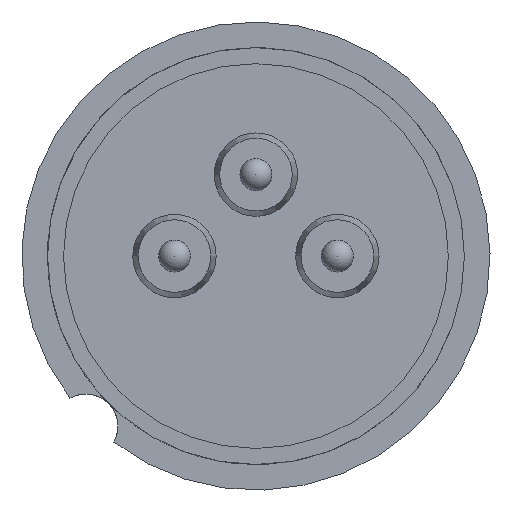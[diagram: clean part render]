
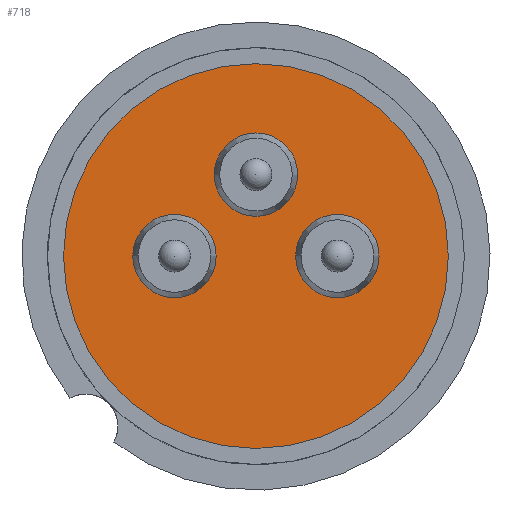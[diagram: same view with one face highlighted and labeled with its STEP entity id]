
A CAD part, front view. The second image highlights one B-rep face of the part: STEP entity #718.
In plain terms, the highlighted planar face has unit normal (0, -1, 0).
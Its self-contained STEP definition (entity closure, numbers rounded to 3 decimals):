
#197 = EDGE_CURVE('',#198,#198,#200,.T.);
#198 = VERTEX_POINT('',#199);
#199 = CARTESIAN_POINT('',(0.62,0.,0.));
#200 = SURFACE_CURVE('',#201,(#206,#218),.PCURVE_S1.);
#201 = CIRCLE('',#202,0.65);
#202 = AXIS2_PLACEMENT_3D('',#203,#204,#205);
#203 = CARTESIAN_POINT('',(1.27,0.,0.));
#204 = DIRECTION('',(-0.,1.,0.));
#205 = DIRECTION('',(1.,0.,0.));
#206 = PCURVE('',#207,#212);
#207 = CYLINDRICAL_SURFACE('',#208,0.65);
#208 = AXIS2_PLACEMENT_3D('',#209,#210,#211);
#209 = CARTESIAN_POINT('',(1.27,7.3,0.));
#210 = DIRECTION('',(0.,-1.,0.));
#211 = DIRECTION('',(1.,0.,0.));
#212 = DEFINITIONAL_REPRESENTATION('',(#213),#217);
#213 = LINE('',#214,#215);
#214 = CARTESIAN_POINT('',(12.566,7.3));
#215 = VECTOR('',#216,1.);
#216 = DIRECTION('',(-1.,0.));
#217 = ( GEOMETRIC_REPRESENTATION_CONTEXT(2) 
PARAMETRIC_REPRESENTATION_CONTEXT() REPRESENTATION_CONTEXT('2D SPACE',''
  ) );
#218 = PCURVE('',#219,#224);
#219 = PLANE('',#220);
#220 = AXIS2_PLACEMENT_3D('',#221,#222,#223);
#221 = CARTESIAN_POINT('',(1.5,0.,0.));
#222 = DIRECTION('',(0.,-1.,0.));
#223 = DIRECTION('',(0.,0.,-1.));
#224 = DEFINITIONAL_REPRESENTATION('',(#225),#233);
#225 = ( BOUNDED_CURVE() B_SPLINE_CURVE(2,(#226,#227,#228,#229,#230,#231
,#232),.UNSPECIFIED.,.T.,.F.) B_SPLINE_CURVE_WITH_KNOTS((1,2,2,2,2,1),(
    -2.094,0.,2.094,4.189,6.283,
8.378),.UNSPECIFIED.) CURVE() GEOMETRIC_REPRESENTATION_ITEM() 
RATIONAL_B_SPLINE_CURVE((1.,0.5,1.,0.5,1.,0.5,1.)) REPRESENTATION_ITEM(
  '') );
#226 = CARTESIAN_POINT('',(0.,0.42));
#227 = CARTESIAN_POINT('',(1.126,0.42));
#228 = CARTESIAN_POINT('',(0.563,-0.555));
#229 = CARTESIAN_POINT('',(0.,-1.53));
#230 = CARTESIAN_POINT('',(-0.563,-0.555));
#231 = CARTESIAN_POINT('',(-1.126,0.42));
#232 = CARTESIAN_POINT('',(0.,0.42));
#233 = ( GEOMETRIC_REPRESENTATION_CONTEXT(2) 
PARAMETRIC_REPRESENTATION_CONTEXT() REPRESENTATION_CONTEXT('2D SPACE',''
  ) );
#287 = EDGE_CURVE('',#288,#288,#290,.T.);
#288 = VERTEX_POINT('',#289);
#289 = CARTESIAN_POINT('',(0.,0.,0.62));
#290 = SURFACE_CURVE('',#291,(#296,#308),.PCURVE_S1.);
#291 = CIRCLE('',#292,0.65);
#292 = AXIS2_PLACEMENT_3D('',#293,#294,#295);
#293 = CARTESIAN_POINT('',(0.,0.,1.27));
#294 = DIRECTION('',(0.,1.,0.));
#295 = DIRECTION('',(0.,-0.,1.));
#296 = PCURVE('',#297,#302);
#297 = CYLINDRICAL_SURFACE('',#298,0.65);
#298 = AXIS2_PLACEMENT_3D('',#299,#300,#301);
#299 = CARTESIAN_POINT('',(0.,7.3,1.27));
#300 = DIRECTION('',(0.,-1.,0.));
#301 = DIRECTION('',(0.,0.,1.));
#302 = DEFINITIONAL_REPRESENTATION('',(#303),#307);
#303 = LINE('',#304,#305);
#304 = CARTESIAN_POINT('',(12.566,7.3));
#305 = VECTOR('',#306,1.);
#306 = DIRECTION('',(-1.,0.));
#307 = ( GEOMETRIC_REPRESENTATION_CONTEXT(2) 
PARAMETRIC_REPRESENTATION_CONTEXT() REPRESENTATION_CONTEXT('2D SPACE',''
  ) );
#308 = PCURVE('',#219,#309);
#309 = DEFINITIONAL_REPRESENTATION('',(#310),#318);
#310 = ( BOUNDED_CURVE() B_SPLINE_CURVE(2,(#311,#312,#313,#314,#315,#316
,#317),.UNSPECIFIED.,.T.,.F.) B_SPLINE_CURVE_WITH_KNOTS((1,2,2,2,2,1),(
    -2.094,0.,2.094,4.189,6.283,
8.378),.UNSPECIFIED.) CURVE() GEOMETRIC_REPRESENTATION_ITEM() 
RATIONAL_B_SPLINE_CURVE((1.,0.5,1.,0.5,1.,0.5,1.)) REPRESENTATION_ITEM(
  '') );
#311 = CARTESIAN_POINT('',(-1.92,-1.5));
#312 = CARTESIAN_POINT('',(-1.92,-0.374));
#313 = CARTESIAN_POINT('',(-0.945,-0.937));
#314 = CARTESIAN_POINT('',(0.03,-1.5));
#315 = CARTESIAN_POINT('',(-0.945,-2.063));
#316 = CARTESIAN_POINT('',(-1.92,-2.626));
#317 = CARTESIAN_POINT('',(-1.92,-1.5));
#318 = ( GEOMETRIC_REPRESENTATION_CONTEXT(2) 
PARAMETRIC_REPRESENTATION_CONTEXT() REPRESENTATION_CONTEXT('2D SPACE',''
  ) );
#372 = EDGE_CURVE('',#373,#373,#375,.T.);
#373 = VERTEX_POINT('',#374);
#374 = CARTESIAN_POINT('',(-0.62,0.,0.));
#375 = SURFACE_CURVE('',#376,(#381,#393),.PCURVE_S1.);
#376 = CIRCLE('',#377,0.65);
#377 = AXIS2_PLACEMENT_3D('',#378,#379,#380);
#378 = CARTESIAN_POINT('',(-1.27,0.,0.));
#379 = DIRECTION('',(0.,1.,0.));
#380 = DIRECTION('',(-1.,0.,0.));
#381 = PCURVE('',#382,#387);
#382 = CYLINDRICAL_SURFACE('',#383,0.65);
#383 = AXIS2_PLACEMENT_3D('',#384,#385,#386);
#384 = CARTESIAN_POINT('',(-1.27,7.3,0.));
#385 = DIRECTION('',(0.,-1.,0.));
#386 = DIRECTION('',(-1.,0.,0.));
#387 = DEFINITIONAL_REPRESENTATION('',(#388),#392);
#388 = LINE('',#389,#390);
#389 = CARTESIAN_POINT('',(12.566,7.3));
#390 = VECTOR('',#391,1.);
#391 = DIRECTION('',(-1.,0.));
#392 = ( GEOMETRIC_REPRESENTATION_CONTEXT(2) 
PARAMETRIC_REPRESENTATION_CONTEXT() REPRESENTATION_CONTEXT('2D SPACE',''
  ) );
#393 = PCURVE('',#219,#394);
#394 = DEFINITIONAL_REPRESENTATION('',(#395),#403);
#395 = ( BOUNDED_CURVE() B_SPLINE_CURVE(2,(#396,#397,#398,#399,#400,#401
,#402),.UNSPECIFIED.,.T.,.F.) B_SPLINE_CURVE_WITH_KNOTS((1,2,2,2,2,1),(
    -2.094,0.,2.094,4.189,6.283,
8.378),.UNSPECIFIED.) CURVE() GEOMETRIC_REPRESENTATION_ITEM() 
RATIONAL_B_SPLINE_CURVE((1.,0.5,1.,0.5,1.,0.5,1.)) REPRESENTATION_ITEM(
  '') );
#396 = CARTESIAN_POINT('',(0.,-3.42));
#397 = CARTESIAN_POINT('',(-1.126,-3.42));
#398 = CARTESIAN_POINT('',(-0.563,-2.445));
#399 = CARTESIAN_POINT('',(0.,-1.47));
#400 = CARTESIAN_POINT('',(0.563,-2.445));
#401 = CARTESIAN_POINT('',(1.126,-3.42));
#402 = CARTESIAN_POINT('',(0.,-3.42));
#403 = ( GEOMETRIC_REPRESENTATION_CONTEXT(2) 
PARAMETRIC_REPRESENTATION_CONTEXT() REPRESENTATION_CONTEXT('2D SPACE',''
  ) );
#658 = CYLINDRICAL_SURFACE('',#659,3.);
#659 = AXIS2_PLACEMENT_3D('',#660,#661,#662);
#660 = CARTESIAN_POINT('',(0.,0.9,0.));
#661 = DIRECTION('',(0.,-1.,0.));
#662 = DIRECTION('',(1.,0.,0.));
#673 = EDGE_CURVE('',#674,#674,#676,.T.);
#674 = VERTEX_POINT('',#675);
#675 = CARTESIAN_POINT('',(3.,0.,0.));
#676 = SURFACE_CURVE('',#677,(#682,#689),.PCURVE_S1.);
#677 = CIRCLE('',#678,3.);
#678 = AXIS2_PLACEMENT_3D('',#679,#680,#681);
#679 = CARTESIAN_POINT('',(0.,0.,0.));
#680 = DIRECTION('',(0.,-1.,0.));
#681 = DIRECTION('',(1.,0.,0.));
#682 = PCURVE('',#658,#683);
#683 = DEFINITIONAL_REPRESENTATION('',(#684),#688);
#684 = LINE('',#685,#686);
#685 = CARTESIAN_POINT('',(0.,0.9));
#686 = VECTOR('',#687,1.);
#687 = DIRECTION('',(1.,0.));
#688 = ( GEOMETRIC_REPRESENTATION_CONTEXT(2) 
PARAMETRIC_REPRESENTATION_CONTEXT() REPRESENTATION_CONTEXT('2D SPACE',''
  ) );
#689 = PCURVE('',#219,#690);
#690 = DEFINITIONAL_REPRESENTATION('',(#691),#695);
#691 = CIRCLE('',#692,3.);
#692 = AXIS2_PLACEMENT_2D('',#693,#694);
#693 = CARTESIAN_POINT('',(0.,-1.5));
#694 = DIRECTION('',(0.,1.));
#695 = ( GEOMETRIC_REPRESENTATION_CONTEXT(2) 
PARAMETRIC_REPRESENTATION_CONTEXT() REPRESENTATION_CONTEXT('2D SPACE',''
  ) );
#718 = ADVANCED_FACE('',(#719,#722,#725,#728),#219,.T.);
#719 = FACE_BOUND('',#720,.T.);
#720 = EDGE_LOOP('',(#721));
#721 = ORIENTED_EDGE('',*,*,#673,.T.);
#722 = FACE_BOUND('',#723,.T.);
#723 = EDGE_LOOP('',(#724));
#724 = ORIENTED_EDGE('',*,*,#197,.T.);
#725 = FACE_BOUND('',#726,.T.);
#726 = EDGE_LOOP('',(#727));
#727 = ORIENTED_EDGE('',*,*,#287,.T.);
#728 = FACE_BOUND('',#729,.T.);
#729 = EDGE_LOOP('',(#730));
#730 = ORIENTED_EDGE('',*,*,#372,.T.);
